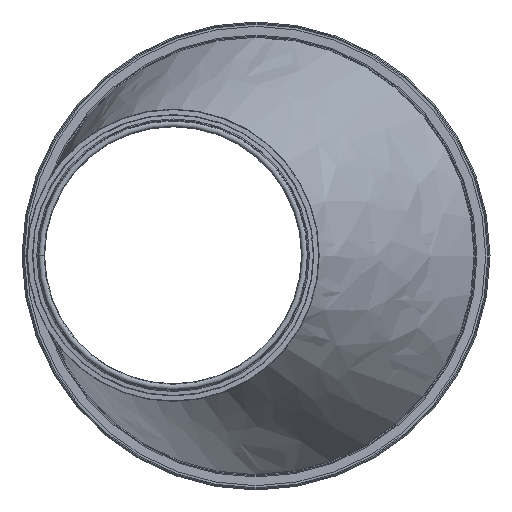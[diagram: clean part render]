
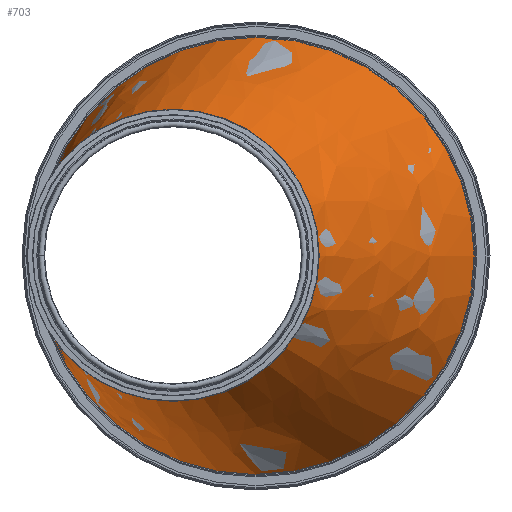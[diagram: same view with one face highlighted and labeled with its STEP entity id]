
A CAD part, top view. The second image highlights one B-rep face of the part: STEP entity #703.
In plain terms, the highlighted free-form (B-spline) face has degree [1, 2] with [2, 9] control points.
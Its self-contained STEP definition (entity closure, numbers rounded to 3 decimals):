
#151=CARTESIAN_POINT('',(62.525,0.0,0.0));
#152=VERTEX_POINT('',#151);
#153=CARTESIAN_POINT('',(-62.525,0.,0.0));
#154=VERTEX_POINT('',#153);
#327=CARTESIAN_POINT('',(0.0,0.0,0.0));
#328=DIRECTION('',(0.0,0.0,-1.0));
#329=DIRECTION('',(1.0,0.0,0.0));
#330=AXIS2_PLACEMENT_3D('',#327,#328,#329);
#331=CIRCLE('',#330,62.525);
#332=EDGE_CURVE('',#152,#154,#331,.T.);
#386=CARTESIAN_POINT('',(-62.525,0.0,-124.));
#387=VERTEX_POINT('',#386);
#388=CARTESIAN_POINT('',(38.15,0.0,-124.0));
#389=DIRECTION('',(0.0,0.0,1.0));
#390=DIRECTION('',(1.0,0.0,0.0));
#391=AXIS2_PLACEMENT_3D('',#388,#389,#390);
#392=CIRCLE('',#391,100.675);
#393=EDGE_CURVE('',#387,#387,#392,.T.);
#664=CARTESIAN_POINT('',(-9.274,57.702,15.071));
#665=CARTESIAN_POINT('',(38.15,109.089,-152.493));
#666=CARTESIAN_POINT('',(-62.525,57.702,0.));
#667=CARTESIAN_POINT('',(-62.525,109.089,-180.986));
#668=CARTESIAN_POINT('',(-62.525,0.,0.));
#669=CARTESIAN_POINT('',(-62.525,0.,-180.986));
#670=CARTESIAN_POINT('',(-62.525,-57.702,0.));
#671=CARTESIAN_POINT('',(-62.525,-109.089,-180.986));
#672=CARTESIAN_POINT('',(-9.274,-57.702,15.071));
#673=CARTESIAN_POINT('',(38.15,-109.089,-152.493));
#674=CARTESIAN_POINT('',(43.978,-57.702,30.142));
#675=CARTESIAN_POINT('',(138.825,-109.089,-124.));
#676=CARTESIAN_POINT('',(43.978,0.,30.142));
#677=CARTESIAN_POINT('',(138.825,0.,-124.));
#678=CARTESIAN_POINT('',(43.978,57.702,30.142));
#679=CARTESIAN_POINT('',(138.825,109.089,-124.));
#680=CARTESIAN_POINT('',(-9.274,57.702,15.071));
#681=CARTESIAN_POINT('',(38.15,109.089,-152.493));
#689=(BOUNDED_SURFACE()B_SPLINE_SURFACE(1,2,((#664,#666,#668,#670,#672,#674,#676,#678,#680),(#665,#667,#669,#671,#673,#675,#677,#679,#681)),.UNSPECIFIED.,.F.,.T.,.U.)B_SPLINE_SURFACE_WITH_KNOTS((2,2),(3,2,2,2,3),(-1.515,0.283),(0.0,158.65,317.299,475.949,634.599),.UNSPECIFIED.)GEOMETRIC_REPRESENTATION_ITEM()RATIONAL_B_SPLINE_SURFACE(((1.0,0.707,1.0,0.707,1.0,0.707,1.0,0.707,1.0),(1.0,0.707,1.0,0.707,1.0,0.707,1.0,0.707,1.0)))REPRESENTATION_ITEM('')SURFACE());
#690=ORIENTED_EDGE('',*,*,#332,.T.);
#691=CARTESIAN_POINT('',(0.0,0.0,0.0));
#692=DIRECTION('',(0.0,0.0,-1.0));
#693=DIRECTION('',(1.0,0.0,0.0));
#694=AXIS2_PLACEMENT_3D('',#691,#692,#693);
#695=CIRCLE('',#694,62.525);
#696=EDGE_CURVE('',#154,#152,#695,.T.);
#697=ORIENTED_EDGE('',*,*,#696,.T.);
#698=EDGE_LOOP('',(#690,#697));
#699=FACE_OUTER_BOUND('',#698,.T.);
#700=ORIENTED_EDGE('',*,*,#393,.T.);
#701=EDGE_LOOP('',(#700));
#702=FACE_BOUND('',#701,.T.);
#703=ADVANCED_FACE('',(#699,#702),#689,.T.);
